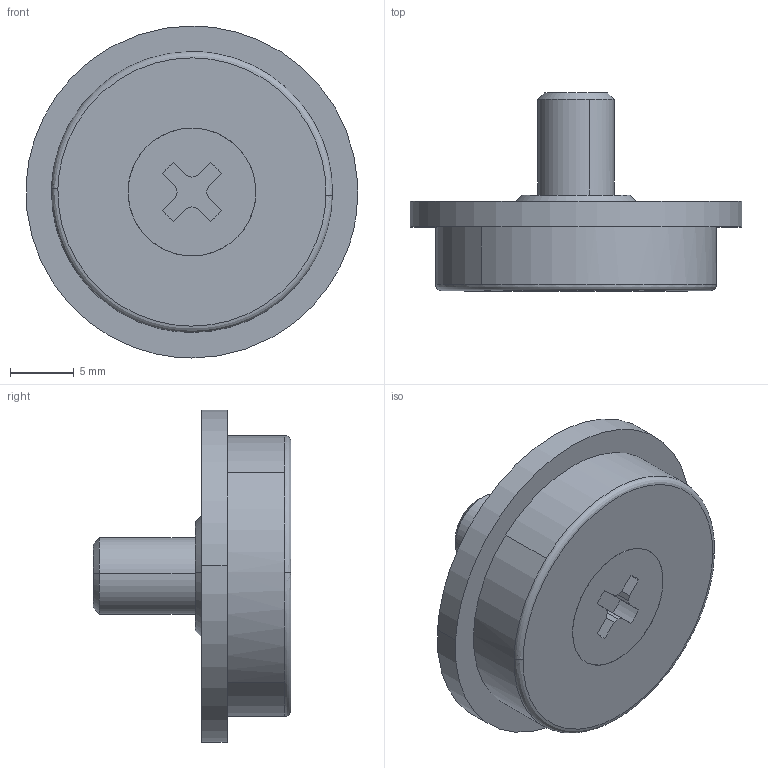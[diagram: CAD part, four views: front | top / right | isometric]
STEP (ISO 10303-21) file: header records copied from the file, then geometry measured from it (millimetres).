
FILE_DESCRIPTION((''),'2;1');
FILE_NAME('','2005-12-15T09:41:54',(''),(''),'','CADfix','');
FILE_SCHEMA(('AUTOMOTIVE_DESIGN'));
Length unit declared in the file: millimetre
Products named in the file (1): roller
Bounding box: 25.96 x 15.5 x 26 mm (x, y, z)
Volume: 3196.6 mm3; surface area: 2357 mm2
Topology: 1 solids, 1 shells, 50 faces, 155 edges, 115 vertices
Faces by surface type: bspline 50
Entity records: 1813 total; most frequent: CARTESIAN_POINT 949, ORIENTED_EDGE 310, EDGE_CURVE 155, VERTEX_POINT 115, QUASI_UNIFORM_CURVE 70, EDGE_LOOP 58, FACE_OUTER_BOUND 50, ADVANCED_FACE 50
